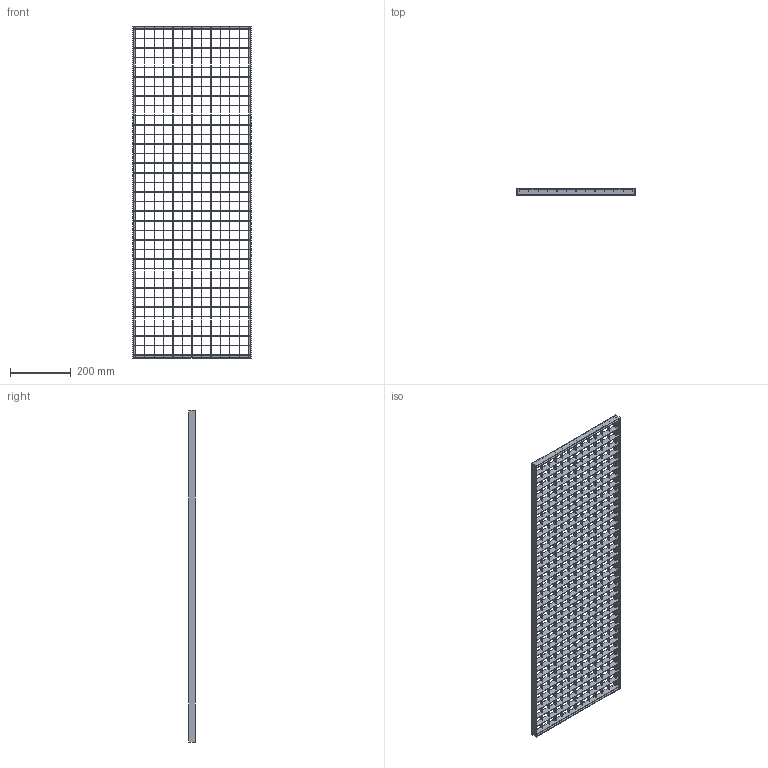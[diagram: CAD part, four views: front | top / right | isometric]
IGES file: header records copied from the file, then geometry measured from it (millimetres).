
Start section: SolidWorks IGES file using analytic representation for surfaces
Global section: file name: 23-391093020-7.igs; native system: SolidWorks 2015; preprocessor: SolidWorks 2015; author: Chris; date: 150827.011306; units: millimetre
Bounding box: 390 x 20 x 1090 mm (x, y, z)
Surface area: 1026007 mm2 (no closed solid volume)
Topology: 0 solids, 0 shells, 1756 faces, 13312 edges, 13312 vertices
Faces by surface type: bspline 1756
